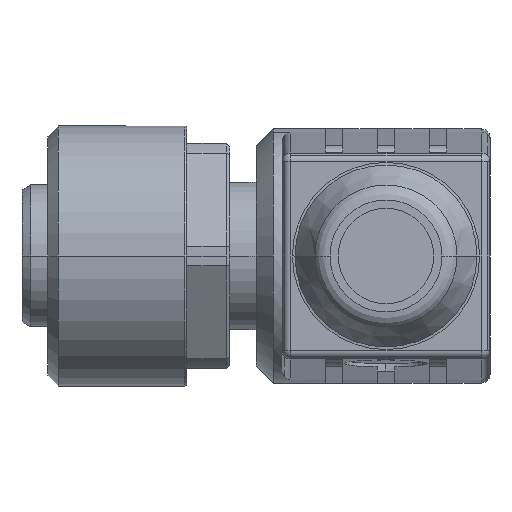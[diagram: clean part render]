
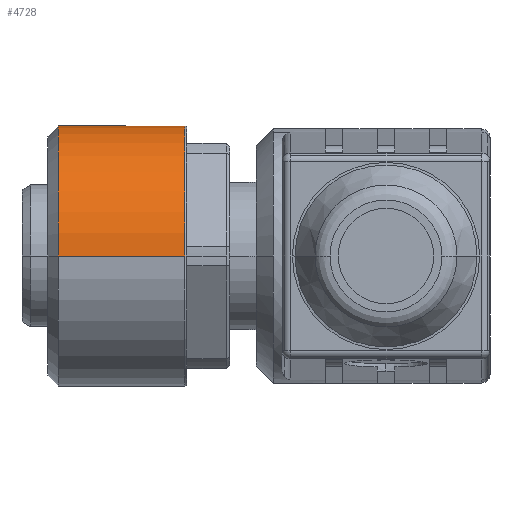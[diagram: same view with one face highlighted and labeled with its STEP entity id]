
A CAD part, left-side view. The second image highlights one B-rep face of the part: STEP entity #4728.
In plain terms, the highlighted cylindrical face has radius 7.5 mm (diameter 15 mm), a partial arc.
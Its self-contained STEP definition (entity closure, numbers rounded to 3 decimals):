
#163 = DIRECTION ( 'NONE',  ( 0., 1., 0. ) ) ;
#229 = CARTESIAN_POINT ( 'NONE',  ( 328.744, 25.98, 9.934 ) ) ;
#298 = AXIS2_PLACEMENT_3D ( 'NONE', #4623, #1986, #5080 ) ;
#434 = CARTESIAN_POINT ( 'NONE',  ( 321.244, 33.28, 2.434 ) ) ;
#503 = CARTESIAN_POINT ( 'NONE',  ( 321.244, 25.98, 2.434 ) ) ;
#622 = VERTEX_POINT ( 'NONE', #5360 ) ;
#762 = DIRECTION ( 'NONE',  ( 0., 1., 0. ) ) ;
#882 = EDGE_CURVE ( 'NONE', #2498, #622, #5614, .T. ) ;
#1020 = CIRCLE ( 'NONE', #298, 7.5 ) ;
#1145 = CARTESIAN_POINT ( 'NONE',  ( 336.244, 28.33, 2.434 ) ) ;
#1270 = VERTEX_POINT ( 'NONE', #503 ) ;
#1411 = EDGE_CURVE ( 'NONE', #4900, #2238, #1020, .T. ) ;
#1645 = DIRECTION ( 'NONE',  ( -1., 0., 0. ) ) ;
#1671 = AXIS2_PLACEMENT_3D ( 'NONE', #2552, #762, #1645 ) ;
#1862 = AXIS2_PLACEMENT_3D ( 'NONE', #2855, #163, #3288 ) ;
#1919 = ORIENTED_EDGE ( 'NONE', *, *, #5224, .T. ) ;
#1937 = CYLINDRICAL_SURFACE ( 'NONE', #1671, 7.5 ) ;
#1986 = DIRECTION ( 'NONE',  ( 0., 1., 0. ) ) ;
#2050 = ORIENTED_EDGE ( 'NONE', *, *, #2240, .T. ) ;
#2238 = VERTEX_POINT ( 'NONE', #4604 ) ;
#2240 = EDGE_CURVE ( 'NONE', #1270, #2498, #4551, .T. ) ;
#2354 = LINE ( 'NONE', #1145, #3392 ) ;
#2498 = VERTEX_POINT ( 'NONE', #229 ) ;
#2514 = DIRECTION ( 'NONE',  ( 0., 1., 0. ) ) ;
#2552 = CARTESIAN_POINT ( 'NONE',  ( 328.744, 28.33, 2.434 ) ) ;
#2762 = VECTOR ( 'NONE', #3712, 1000. ) ;
#2855 = CARTESIAN_POINT ( 'NONE',  ( 328.744, 25.98, 2.434 ) ) ;
#3288 = DIRECTION ( 'NONE',  ( -1., 0., 0. ) ) ;
#3392 = VECTOR ( 'NONE', #4241, 1000. ) ;
#3604 = ORIENTED_EDGE ( 'NONE', *, *, #5670, .F. ) ;
#3712 = DIRECTION ( 'NONE',  ( 0., 1., 0. ) ) ;
#4028 = ORIENTED_EDGE ( 'NONE', *, *, #882, .T. ) ;
#4122 = EDGE_LOOP ( 'NONE', ( #4028, #1919, #5772, #3604, #2050 ) ) ;
#4241 = DIRECTION ( 'NONE',  ( 0., 1., 0. ) ) ;
#4270 = FACE_OUTER_BOUND ( 'NONE', #4122, .T. ) ;
#4551 = CIRCLE ( 'NONE', #1862, 7.5 ) ;
#4592 = CARTESIAN_POINT ( 'NONE',  ( 321.244, 28.33, 2.434 ) ) ;
#4604 = CARTESIAN_POINT ( 'NONE',  ( 336.244, 33.28, 2.434 ) ) ;
#4623 = CARTESIAN_POINT ( 'NONE',  ( 328.744, 33.28, 2.434 ) ) ;
#4728 = ADVANCED_FACE ( 'NONE', ( #4270 ), #1937, .T. ) ;
#4900 = VERTEX_POINT ( 'NONE', #434 ) ;
#5080 = DIRECTION ( 'NONE',  ( -1., 0., 0. ) ) ;
#5113 = LINE ( 'NONE', #4592, #2762 ) ;
#5172 = CARTESIAN_POINT ( 'NONE',  ( 328.744, 25.98, 2.434 ) ) ;
#5224 = EDGE_CURVE ( 'NONE', #622, #2238, #2354, .T. ) ;
#5228 = AXIS2_PLACEMENT_3D ( 'NONE', #5172, #2514, #5613 ) ;
#5360 = CARTESIAN_POINT ( 'NONE',  ( 336.244, 25.98, 2.434 ) ) ;
#5613 = DIRECTION ( 'NONE',  ( -1., 0., 0. ) ) ;
#5614 = CIRCLE ( 'NONE', #5228, 7.5 ) ;
#5670 = EDGE_CURVE ( 'NONE', #1270, #4900, #5113, .T. ) ;
#5772 = ORIENTED_EDGE ( 'NONE', *, *, #1411, .F. ) ;
